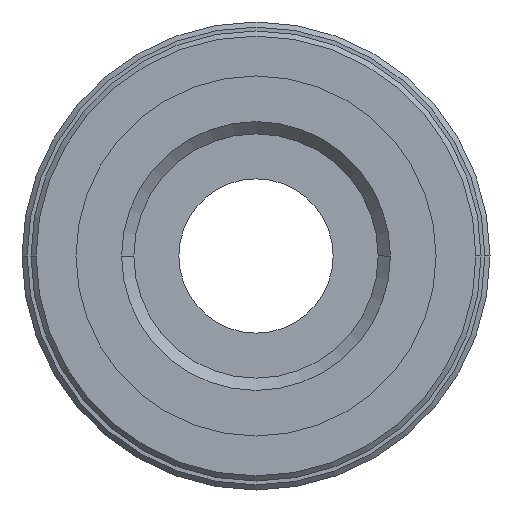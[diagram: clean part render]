
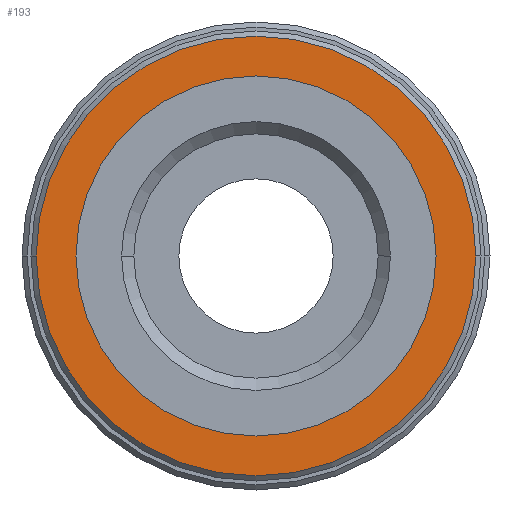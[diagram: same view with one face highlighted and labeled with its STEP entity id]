
A CAD part, front view. The second image highlights one B-rep face of the part: STEP entity #193.
In plain terms, the highlighted planar face has unit normal (0, -1, 0).
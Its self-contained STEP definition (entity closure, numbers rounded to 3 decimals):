
#193=ADVANCED_FACE('',(#391,#392),#393,.T.);
#391=FACE_BOUND('',#584,.T.);
#392=FACE_OUTER_BOUND('',#585,.T.);
#393=PLANE('',#586);
#584=EDGE_LOOP('',(#1051,#1052));
#585=EDGE_LOOP('',(#1053,#1054));
#586=AXIS2_PLACEMENT_3D('',#1055,#1056,#1057);
#1051=ORIENTED_EDGE('',*,*,#1161,.T.);
#1052=ORIENTED_EDGE('',*,*,#1229,.T.);
#1053=ORIENTED_EDGE('',*,*,#1220,.F.);
#1054=ORIENTED_EDGE('',*,*,#1253,.F.);
#1055=CARTESIAN_POINT('',(-4.275,0.1,0.));
#1056=DIRECTION('',(0.,-1.0,0.));
#1057=DIRECTION('',(1.0,0.,0.));
#1161=EDGE_CURVE('',#1399,#1397,#1400,.T.);
#1220=EDGE_CURVE('',#1472,#1474,#1475,.T.);
#1229=EDGE_CURVE('',#1397,#1399,#1486,.T.);
#1253=EDGE_CURVE('',#1474,#1472,#1512,.T.);
#1397=VERTEX_POINT('',#1678);
#1399=VERTEX_POINT('',#1681);
#1400=CIRCLE('',#1682,7.0);
#1472=VERTEX_POINT('',#1765);
#1474=VERTEX_POINT('',#1768);
#1475=CIRCLE('',#1769,8.55);
#1486=CIRCLE('',#1783,7.0);
#1512=CIRCLE('',#1813,8.55);
#1678=CARTESIAN_POINT('',(-7.0,0.1,0.));
#1681=CARTESIAN_POINT('',(7.0,0.1,0.0));
#1682=AXIS2_PLACEMENT_3D('',#1966,#1967,#1968);
#1765=CARTESIAN_POINT('',(-8.55,0.1,0.));
#1768=CARTESIAN_POINT('',(8.55,0.1,0.));
#1769=AXIS2_PLACEMENT_3D('',#2065,#2066,#2067);
#1783=AXIS2_PLACEMENT_3D('',#2080,#2081,#2082);
#1813=AXIS2_PLACEMENT_3D('',#2108,#2109,#2110);
#1966=CARTESIAN_POINT('',(0.0,0.1,0.0));
#1967=DIRECTION('',(0.,1.0,0.));
#1968=DIRECTION('',(-1.0,0.,0.));
#2065=CARTESIAN_POINT('',(0.0,0.1,0.0));
#2066=DIRECTION('',(0.0,1.0,0.0));
#2067=DIRECTION('',(-1.0,0.0,0.));
#2080=CARTESIAN_POINT('',(0.0,0.1,0.0));
#2081=DIRECTION('',(0.,1.0,0.));
#2082=DIRECTION('',(-1.0,0.,0.));
#2108=CARTESIAN_POINT('',(0.0,0.1,0.0));
#2109=DIRECTION('',(0.0,1.0,0.0));
#2110=DIRECTION('',(-1.0,0.0,0.));
